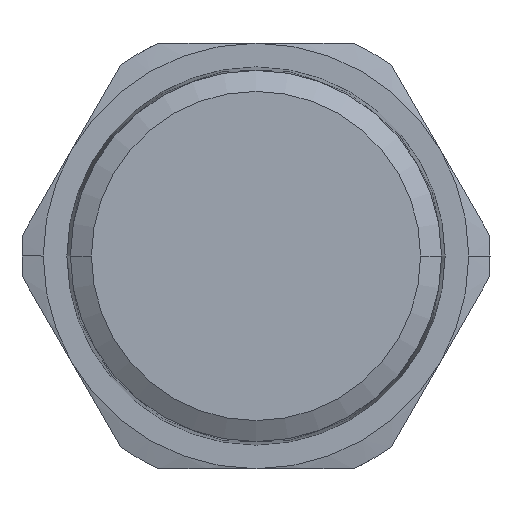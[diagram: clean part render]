
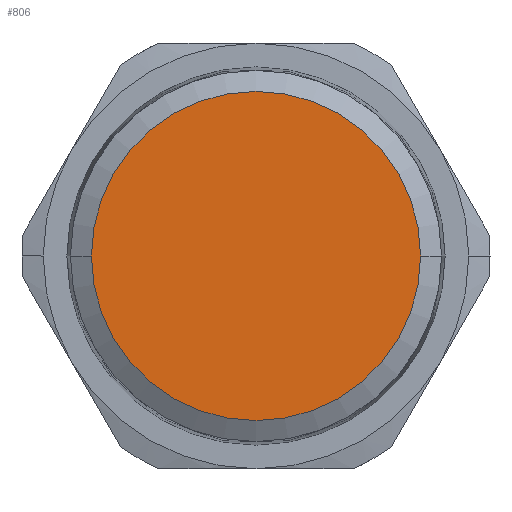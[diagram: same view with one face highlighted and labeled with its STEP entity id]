
A CAD part, front view. The second image highlights one B-rep face of the part: STEP entity #806.
In plain terms, the highlighted planar face has unit normal (0, -1, 0).
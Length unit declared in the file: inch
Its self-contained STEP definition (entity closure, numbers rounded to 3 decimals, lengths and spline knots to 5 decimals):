
#24 = FACE_OUTER_BOUND ( 'NONE', #270, .T. ) ;
#246 = CIRCLE ( 'NONE', #1527, 0.45691 ) ;
#270 = EDGE_LOOP ( 'NONE', ( #890, #880 ) ) ;
#617 = CIRCLE ( 'NONE', #1732, 0.45691 ) ;
#629 = CARTESIAN_POINT ( 'NONE',  ( 0.45691, -0.15748, 0. ) ) ;
#806 = ADVANCED_FACE ( 'NONE', ( #24 ), #2964, .T. ) ;
#880 = ORIENTED_EDGE ( 'NONE', *, *, #2664, .T. ) ;
#890 = ORIENTED_EDGE ( 'NONE', *, *, #906, .T. ) ;
#906 = EDGE_CURVE ( 'NONE', #2698, #1033, #246, .T. ) ;
#1033 = VERTEX_POINT ( 'NONE', #3342 ) ;
#1130 = CARTESIAN_POINT ( 'NONE',  ( 0., -0.15748, 0. ) ) ;
#1362 = DIRECTION ( 'NONE',  ( 0., -1., 0. ) ) ;
#1446 = DIRECTION ( 'NONE',  ( 1., 0., 0. ) ) ;
#1527 = AXIS2_PLACEMENT_3D ( 'NONE', #3313, #1726, #1446 ) ;
#1646 = DIRECTION ( 'NONE',  ( 0., -1., 0. ) ) ;
#1680 = DIRECTION ( 'NONE',  ( 1., 0., 0. ) ) ;
#1726 = DIRECTION ( 'NONE',  ( 0., -1., 0. ) ) ;
#1732 = AXIS2_PLACEMENT_3D ( 'NONE', #1130, #1646, #1680 ) ;
#2379 = CARTESIAN_POINT ( 'NONE',  ( 0.43687, -0.15748, 0. ) ) ;
#2596 = AXIS2_PLACEMENT_3D ( 'NONE', #2379, #1362, #2677 ) ;
#2664 = EDGE_CURVE ( 'NONE', #1033, #2698, #617, .T. ) ;
#2677 = DIRECTION ( 'NONE',  ( 0., 0., -1. ) ) ;
#2698 = VERTEX_POINT ( 'NONE', #629 ) ;
#2964 = PLANE ( 'NONE',  #2596 ) ;
#3313 = CARTESIAN_POINT ( 'NONE',  ( 0., -0.15748, 0. ) ) ;
#3342 = CARTESIAN_POINT ( 'NONE',  ( -0.45691, -0.15748, 0. ) ) ;
